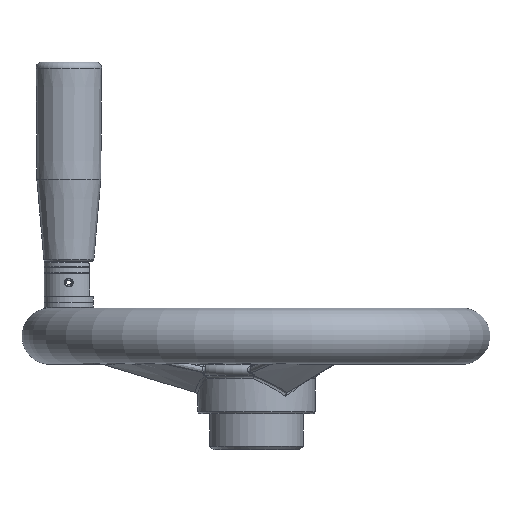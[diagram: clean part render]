
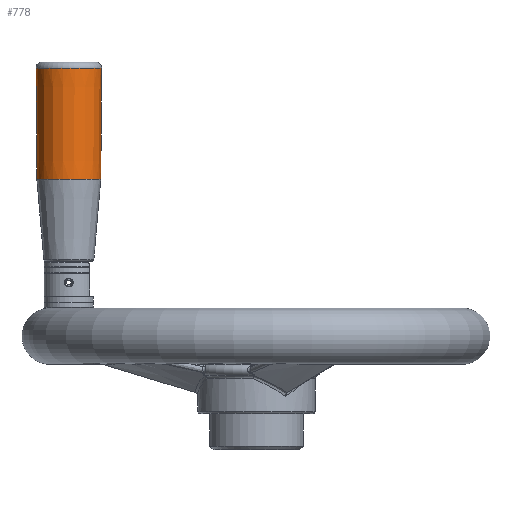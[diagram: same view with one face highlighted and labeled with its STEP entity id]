
A CAD part, front view. The second image highlights one B-rep face of the part: STEP entity #778.
In plain terms, the highlighted conical face has half-angle 0.43 degrees and reference radius 13.625 mm.
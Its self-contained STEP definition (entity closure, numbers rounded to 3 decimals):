
#778 = ADVANCED_FACE( '', ( #1647, #1648 ), #1649, .T. );
#1647 = FACE_OUTER_BOUND( '', #11511, .T. );
#1648 = FACE_BOUND( '', #11512, .T. );
#1649 = CONICAL_SURFACE( '', #11513, 13.625, 0.007 );
#11511 = EDGE_LOOP( '', ( #13913 ) );
#11512 = EDGE_LOOP( '', ( #13914 ) );
#11513 = AXIS2_PLACEMENT_3D( '', #13915, #13916, #13917 );
#13913 = ORIENTED_EDGE( '', *, *, #14201, .T. );
#13914 = ORIENTED_EDGE( '', *, *, #14834, .T. );
#13915 = CARTESIAN_POINT( '', ( -80., 0., 99.9 ) );
#13916 = DIRECTION( '', ( 0., 0., 1. ) );
#13917 = DIRECTION( '', ( 1., 0., 0. ) );
#14201 = EDGE_CURVE( '', #15139, #15139, #15140, .T. );
#14834 = EDGE_CURVE( '', #16035, #16035, #16036, .T. );
#15139 = VERTEX_POINT( '', #17366 );
#15140 = CIRCLE( '', #17367, 13.981 );
#16035 = VERTEX_POINT( '', #23160 );
#16036 = CIRCLE( '', #23161, 13.625 );
#17366 = CARTESIAN_POINT( '', ( -93.981, 0., 147.381 ) );
#17367 = AXIS2_PLACEMENT_3D( '', #23502, #23503, #23504 );
#23160 = CARTESIAN_POINT( '', ( -66.375, 0., 99.9 ) );
#23161 = AXIS2_PLACEMENT_3D( '', #24124, #24125, #24126 );
#23502 = CARTESIAN_POINT( '', ( -80., 0., 147.381 ) );
#23503 = DIRECTION( '', ( 0., 0., -1. ) );
#23504 = DIRECTION( '', ( -1., 0., 0. ) );
#24124 = CARTESIAN_POINT( '', ( -80., 0., 99.9 ) );
#24125 = DIRECTION( '', ( 0., 0., 1. ) );
#24126 = DIRECTION( '', ( 1., 0., 0. ) );
